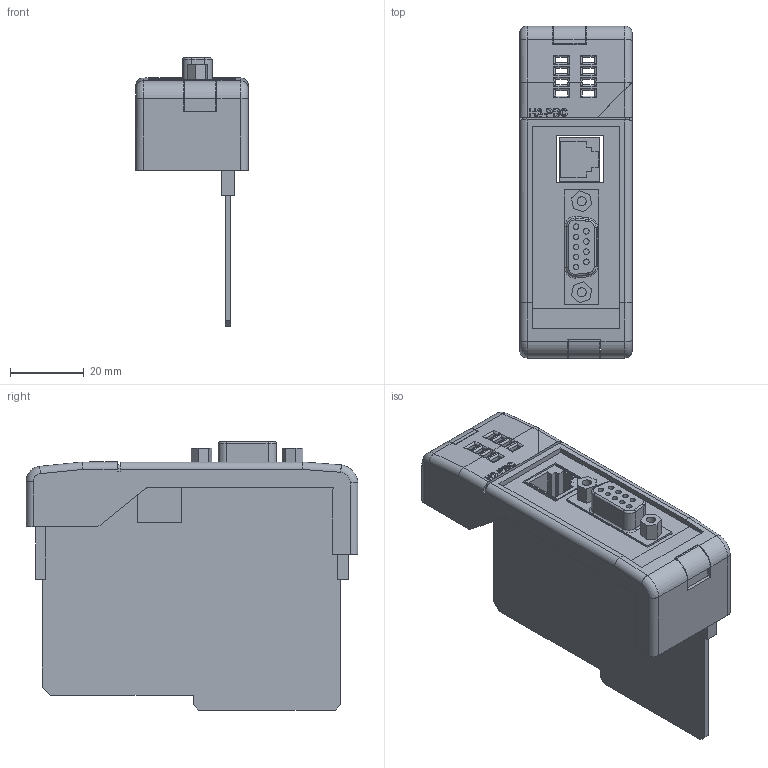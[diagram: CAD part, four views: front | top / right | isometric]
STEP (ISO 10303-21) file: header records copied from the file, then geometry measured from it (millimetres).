
FILE_DESCRIPTION (( 'STEP AP214' ), '1' );
FILE_NAME ('H2-PBC.STEP', '2011-02-07T15:02:32', ( ' ' ), ( ' ' ), 'SwSTEP 2.0', 'SolidWorks 2009', '' );
FILE_SCHEMA (( 'AUTOMOTIVE_DESIGN' ));
Length unit declared in the file: millimetre
Products named in the file (1): H2-PBC
Bounding box: 30.55 x 90 x 72.77 mm (x, y, z)
Volume: 18736.6 mm3; surface area: 29849.9 mm2
Topology: 7 solids, 7 shells, 461 faces, 1282 edges, 832 vertices
Faces by surface type: plane 281, cylinder 126, bspline 37, torus 17
Entity records: 21659 total; most frequent: CARTESIAN_POINT 4977, ORIENTED_EDGE 2564, DIRECTION 2153, EDGE_CURVE 1282, LINE 953, VECTOR 953, VERTEX_POINT 832, AXIS2_PLACEMENT_3D 600
